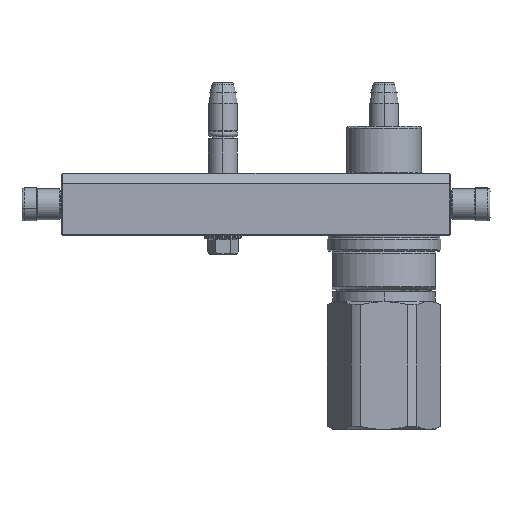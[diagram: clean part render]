
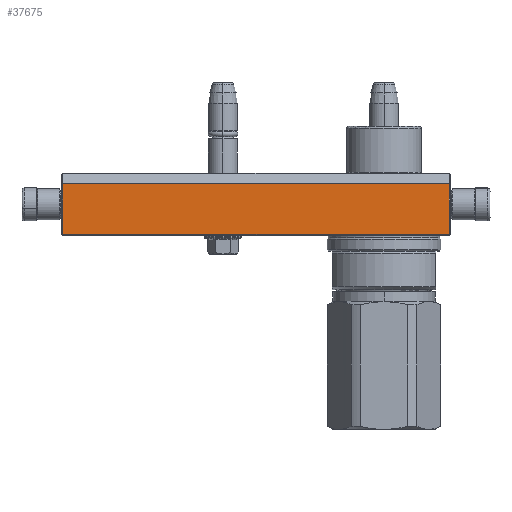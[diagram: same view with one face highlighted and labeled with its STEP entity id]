
A CAD part, left-side view. The second image highlights one B-rep face of the part: STEP entity #37675.
In plain terms, the highlighted face is planar.
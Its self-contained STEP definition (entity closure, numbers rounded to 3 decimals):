
#3322 = VERTEX_POINT ( 'NONE', #25642 ) ;
#4071 = ORIENTED_EDGE ( 'NONE', *, *, #34004, .T. ) ;
#9410 = CARTESIAN_POINT ( 'NONE',  ( 93.5, 29.5, -45. ) ) ;
#9654 = VECTOR ( 'NONE', #17671, 1000. ) ;
#10649 = DIRECTION ( 'NONE',  ( -1., 0., 0. ) ) ;
#11488 = VERTEX_POINT ( 'NONE', #54778 ) ;
#11523 = LINE ( 'NONE', #9410, #45132 ) ;
#12308 = DIRECTION ( 'NONE',  ( 0., 1., 0. ) ) ;
#17671 = DIRECTION ( 'NONE',  ( 0., 1., 0. ) ) ;
#21700 = CARTESIAN_POINT ( 'NONE',  ( -93.5, 5., -45. ) ) ;
#22164 = CARTESIAN_POINT ( 'NONE',  ( 93.5, 5., -45. ) ) ;
#22845 = FACE_OUTER_BOUND ( 'NONE', #47922, .T. ) ;
#25642 = CARTESIAN_POINT ( 'NONE',  ( -93.5, 5., -45. ) ) ;
#28965 = CARTESIAN_POINT ( 'NONE',  ( 94., 0., -45. ) ) ;
#30054 = DIRECTION ( 'NONE',  ( 0., 0., -1. ) ) ;
#33564 = VERTEX_POINT ( 'NONE', #57540 ) ;
#34004 = EDGE_CURVE ( 'NONE', #11488, #3322, #60888, .T. ) ;
#34822 = LINE ( 'NONE', #54921, #9654 ) ;
#37127 = EDGE_CURVE ( 'NONE', #33564, #39987, #11523, .T. ) ;
#37675 = ADVANCED_FACE ( 'NONE', ( #22845 ), #44778, .T. ) ;
#39987 = VERTEX_POINT ( 'NONE', #48496 ) ;
#40429 = AXIS2_PLACEMENT_3D ( 'NONE', #28965, #30054, #10649 ) ;
#42365 = ORIENTED_EDGE ( 'NONE', *, *, #52884, .F. ) ;
#44778 = PLANE ( 'NONE',  #40429 ) ;
#45132 = VECTOR ( 'NONE', #58191, 1000. ) ;
#47922 = EDGE_LOOP ( 'NONE', ( #61120, #53699, #42365, #4071 ) ) ;
#48496 = CARTESIAN_POINT ( 'NONE',  ( -93.5, 29.5, -45. ) ) ;
#52884 = EDGE_CURVE ( 'NONE', #11488, #33564, #34822, .T. ) ;
#53699 = ORIENTED_EDGE ( 'NONE', *, *, #37127, .F. ) ;
#54057 = VECTOR ( 'NONE', #57466, 1000. ) ;
#54778 = CARTESIAN_POINT ( 'NONE',  ( 93.5, 5., -45. ) ) ;
#54921 = CARTESIAN_POINT ( 'NONE',  ( 93.5, 5., -45. ) ) ;
#57466 = DIRECTION ( 'NONE',  ( -1., 0., 0. ) ) ;
#57540 = CARTESIAN_POINT ( 'NONE',  ( 93.5, 29.5, -45. ) ) ;
#58191 = DIRECTION ( 'NONE',  ( -1., 0., 0. ) ) ;
#58648 = LINE ( 'NONE', #21700, #60187 ) ;
#59819 = EDGE_CURVE ( 'NONE', #3322, #39987, #58648, .T. ) ;
#60187 = VECTOR ( 'NONE', #12308, 1000. ) ;
#60888 = LINE ( 'NONE', #22164, #54057 ) ;
#61120 = ORIENTED_EDGE ( 'NONE', *, *, #59819, .T. ) ;
